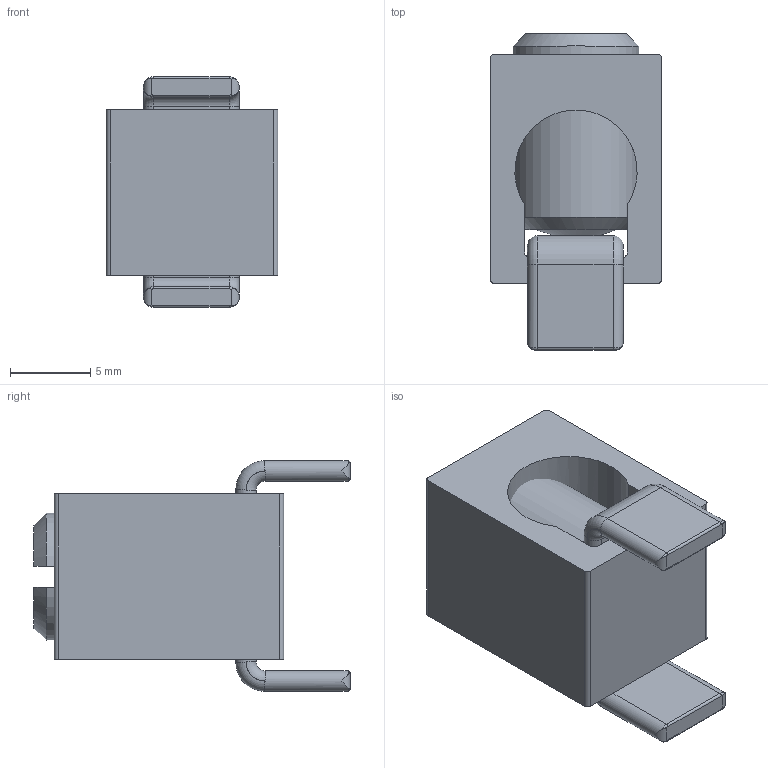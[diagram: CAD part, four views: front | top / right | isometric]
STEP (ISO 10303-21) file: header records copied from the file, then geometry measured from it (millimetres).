
FILE_DESCRIPTION((''),'2;1');
FILE_NAME('B2A-PCB-Assembly.stp','2011-08-25T17:01:42',('DHiltner'),(''),'Autodesk Inventor 2011','Autodesk Inventor 2011','');
FILE_SCHEMA(('AUTOMOTIVE_DESIGN { 1 0 10303 214 1 1 1 1 }'));
Length unit declared in the file: inch
Products named in the file (4): B2A-PCB-Assembly; B2A; 14257; 12786
Assembly tree (3 placements, depth 2):
  B2A-PCB-Assembly
    B2A
    14257
    12786
Bounding box: 10.69 x 19.68 x 14.35 mm (x, y, z)
Volume: 1575.1 mm3; surface area: 1761.6 mm2
Topology: 3 solids, 3 shells, 81 faces, 200 edges, 125 vertices
Faces by surface type: cylinder 29, plane 29, torus 16, cone 6, sphere 1
Full cylindrical faces by diameter (mm): 6.782 x1, 7.925 x1
Entity records: 2623 total; most frequent: CARTESIAN_POINT 592, DIRECTION 426, ORIENTED_EDGE 384, EDGE_CURVE 192, AXIS2_PLACEMENT_3D 171, VERTEX_POINT 122, EDGE_LOOP 90, VECTOR 84
